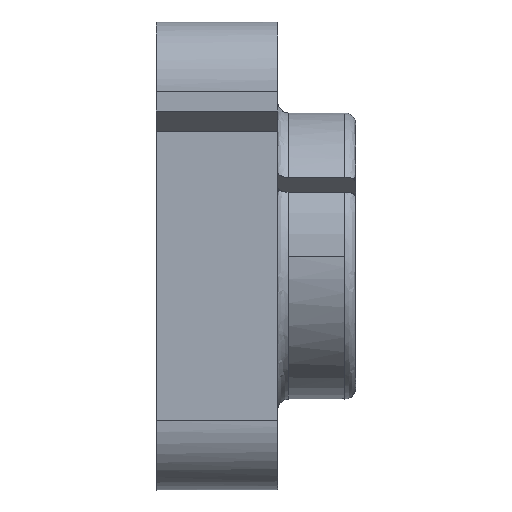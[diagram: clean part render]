
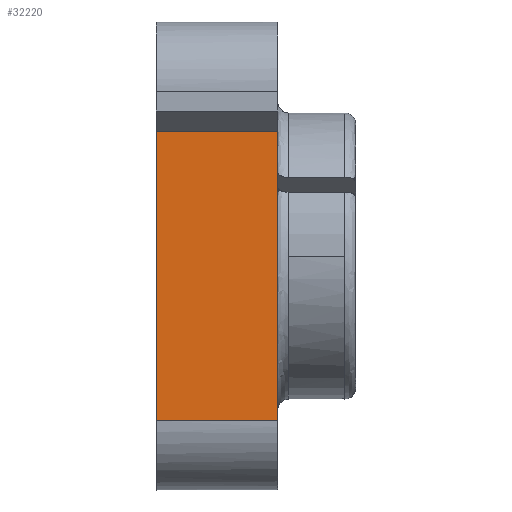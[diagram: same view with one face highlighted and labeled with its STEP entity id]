
A CAD part, front view. The second image highlights one B-rep face of the part: STEP entity #32220.
In plain terms, the highlighted free-form (B-spline) face has degree [1, 1] with [2, 2] control points.
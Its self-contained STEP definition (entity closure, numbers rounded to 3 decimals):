
#31870 = CARTESIAN_POINT ('', (0., -27., -19.));
#31880 = VERTEX_POINT ('', #31870);
#31890 = CARTESIAN_POINT ('', (14., -27., -19.));
#31900 = VERTEX_POINT ('', #31890);
#31910 = CARTESIAN_POINT ('', (0., -27., -19.));
#31920 = CARTESIAN_POINT ('', (14., -27., -19.));
#31930 = B_SPLINE_CURVE_WITH_KNOTS ('', 1, (#31910, #31920), .UNSPECIFIED., .F., .U., (2, 2), (0., 1.), .UNSPECIFIED.);
#31940 = EDGE_CURVE ('', #31880, #31900, #31930, .T.);
#31950 = ORIENTED_EDGE ('', *, *, #31940, .T.);
#31960 = CARTESIAN_POINT ('', (14., -27., 14.434));
#31970 = VERTEX_POINT ('', #31960);
#31980 = CARTESIAN_POINT ('', (14., -27., -19.));
#31990 = CARTESIAN_POINT ('', (14., -27., 14.434));
#32000 = B_SPLINE_CURVE_WITH_KNOTS ('', 1, (#31980, #31990), .UNSPECIFIED., .F., .U., (2, 2), (0., 1.), .UNSPECIFIED.);
#32010 = EDGE_CURVE ('', #31900, #31970, #32000, .T.);
#32020 = ORIENTED_EDGE ('', *, *, #32010, .T.);
#32030 = CARTESIAN_POINT ('', (0., -27., 14.434));
#32040 = VERTEX_POINT ('', #32030);
#32050 = CARTESIAN_POINT ('', (14., -27., 14.434));
#32060 = CARTESIAN_POINT ('', (0., -27., 14.434));
#32070 = B_SPLINE_CURVE_WITH_KNOTS ('', 1, (#32050, #32060), .UNSPECIFIED., .F., .U., (2, 2), (0., 1.), .UNSPECIFIED.);
#32080 = EDGE_CURVE ('', #31970, #32040, #32070, .T.);
#32090 = ORIENTED_EDGE ('', *, *, #32080, .T.);
#32100 = CARTESIAN_POINT ('', (0., -27., 14.434));
#32110 = CARTESIAN_POINT ('', (0., -27., -19.));
#32120 = B_SPLINE_CURVE_WITH_KNOTS ('', 1, (#32100, #32110), .UNSPECIFIED., .F., .U., (2, 2), (0., 1.), .UNSPECIFIED.);
#32130 = EDGE_CURVE ('', #32040, #31880, #32120, .T.);
#32140 = ORIENTED_EDGE ('', *, *, #32130, .T.);
#32150 = EDGE_LOOP ('', (#31950, #32020, #32090, #32140));
#32160 = FACE_OUTER_BOUND ('', #32150, .T.);
#32170 = CARTESIAN_POINT ('', (14., -27., -19.));
#32180 = CARTESIAN_POINT ('', (0., -27., -19.));
#32190 = CARTESIAN_POINT ('', (14., -27., 14.434));
#32200 = CARTESIAN_POINT ('', (0., -27., 14.434));
#32210 = B_SPLINE_SURFACE_WITH_KNOTS ('', 1, 1, ((#32170, #32180), (#32190, #32200)), .UNSPECIFIED., .F., .F., .U., (2, 2), (2, 2), (0., 1.), (0., 1.), .UNSPECIFIED.);
#32220 = ADVANCED_FACE ('', (#32160), #32210, .T.);
